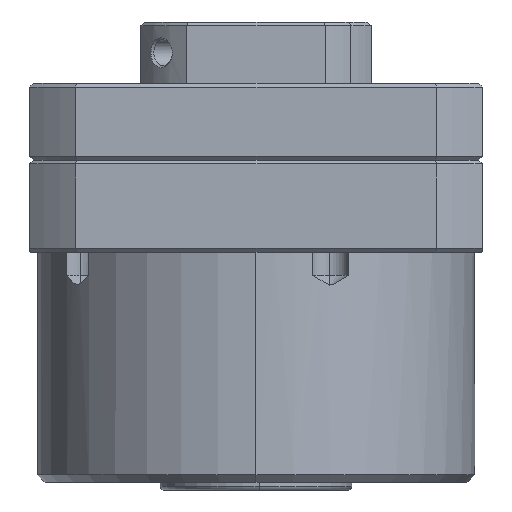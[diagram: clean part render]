
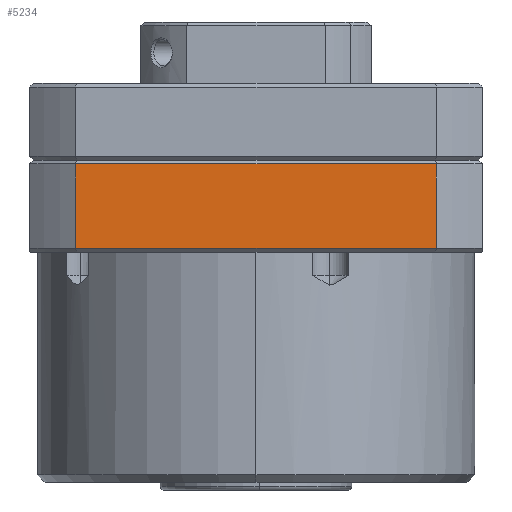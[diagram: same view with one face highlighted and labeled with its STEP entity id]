
A CAD part, left-side view. The second image highlights one B-rep face of the part: STEP entity #5234.
In plain terms, the highlighted planar face has unit normal (-1, 0, 0).
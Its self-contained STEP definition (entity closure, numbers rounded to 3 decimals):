
#1182 = ORIENTED_EDGE ( 'NONE', *, *, #1427, .F. ) ;
#1427 = EDGE_CURVE ( 'NONE', #2105, #8103, #11219, .T. ) ;
#2105 = VERTEX_POINT ( 'NONE', #4322 ) ;
#2597 = LINE ( 'NONE', #5290, #12553 ) ;
#3937 = LINE ( 'NONE', #4740, #8699 ) ;
#4322 = CARTESIAN_POINT ( 'NONE',  ( -36., -23.516, -0.5 ) ) ;
#4486 = LINE ( 'NONE', #4862, #9234 ) ;
#4563 = EDGE_CURVE ( 'NONE', #5579, #8103, #4486, .T. ) ;
#4740 = CARTESIAN_POINT ( 'NONE',  ( -36., 23.516, 29.63 ) ) ;
#4749 = EDGE_CURVE ( 'NONE', #2105, #10237, #2597, .T. ) ;
#4862 = CARTESIAN_POINT ( 'NONE',  ( -36., -29.5, -11.5 ) ) ;
#5234 = ADVANCED_FACE ( 'NONE', ( #6555 ), #12154, .T. ) ;
#5290 = CARTESIAN_POINT ( 'NONE',  ( -36., -29.5, -0.5 ) ) ;
#5540 = DIRECTION ( 'NONE',  ( 0., 0., 1. ) ) ;
#5579 = VERTEX_POINT ( 'NONE', #10779 ) ;
#5821 = DIRECTION ( 'NONE',  ( 0., -1., 0. ) ) ;
#6375 = ORIENTED_EDGE ( 'NONE', *, *, #4749, .T. ) ;
#6394 = AXIS2_PLACEMENT_3D ( 'NONE', #9288, #11199, #5540 ) ;
#6555 = FACE_OUTER_BOUND ( 'NONE', #10566, .T. ) ;
#6667 = ORIENTED_EDGE ( 'NONE', *, *, #4563, .T. ) ;
#6804 = CARTESIAN_POINT ( 'NONE',  ( -36., -23.516, 29.63 ) ) ;
#6898 = CARTESIAN_POINT ( 'NONE',  ( -36., 23.516, -0.5 ) ) ;
#8103 = VERTEX_POINT ( 'NONE', #10436 ) ;
#8672 = VECTOR ( 'NONE', #9670, 1000. ) ;
#8699 = VECTOR ( 'NONE', #12380, 1000. ) ;
#8881 = EDGE_CURVE ( 'NONE', #5579, #10237, #3937, .T. ) ;
#9234 = VECTOR ( 'NONE', #5821, 1000. ) ;
#9288 = CARTESIAN_POINT ( 'NONE',  ( -36., -29.5, -42. ) ) ;
#9483 = ORIENTED_EDGE ( 'NONE', *, *, #8881, .F. ) ;
#9670 = DIRECTION ( 'NONE',  ( 0., 0., -1. ) ) ;
#10237 = VERTEX_POINT ( 'NONE', #6898 ) ;
#10436 = CARTESIAN_POINT ( 'NONE',  ( -36., -23.516, -11.5 ) ) ;
#10566 = EDGE_LOOP ( 'NONE', ( #9483, #6667, #1182, #6375 ) ) ;
#10779 = CARTESIAN_POINT ( 'NONE',  ( -36., 23.516, -11.5 ) ) ;
#11199 = DIRECTION ( 'NONE',  ( -1., 0., 0. ) ) ;
#11219 = LINE ( 'NONE', #6804, #8672 ) ;
#11928 = DIRECTION ( 'NONE',  ( 0., 1., 0. ) ) ;
#12154 = PLANE ( 'NONE',  #6394 ) ;
#12380 = DIRECTION ( 'NONE',  ( 0., 0., 1. ) ) ;
#12553 = VECTOR ( 'NONE', #11928, 1000. ) ;
